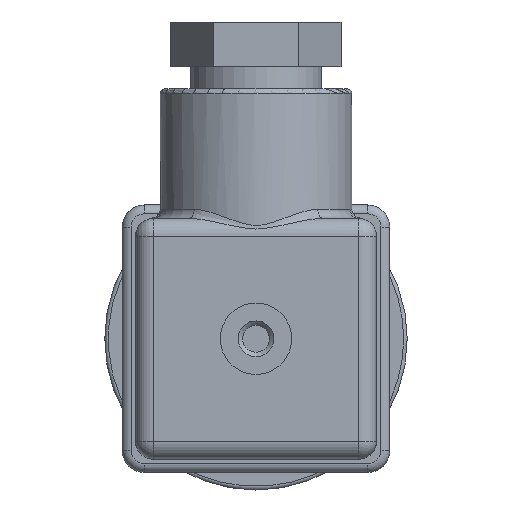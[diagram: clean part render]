
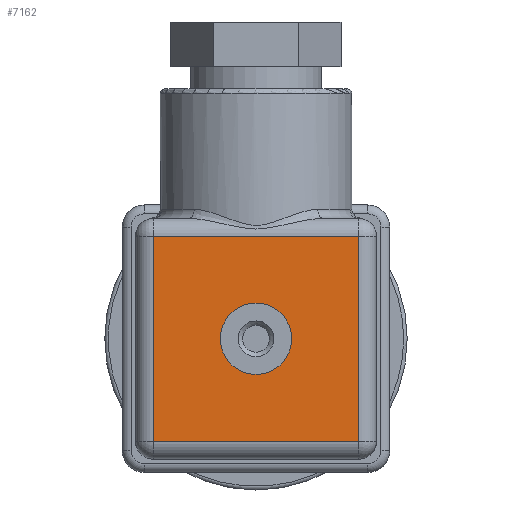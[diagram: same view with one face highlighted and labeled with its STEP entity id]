
A CAD part, front view. The second image highlights one B-rep face of the part: STEP entity #7162.
In plain terms, the highlighted planar face has unit normal (0, -1, 0).
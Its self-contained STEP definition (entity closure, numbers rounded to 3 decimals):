
#241=LINE('',#10365,#614);
#242=LINE('',#10369,#615);
#243=LINE('',#10371,#616);
#244=LINE('',#10373,#617);
#614=VECTOR('',#8687,1000.);
#615=VECTOR('',#8692,1000.);
#616=VECTOR('',#8693,1000.);
#617=VECTOR('',#8694,1000.);
#1621=ORIENTED_EDGE('',*,*,#2618,.T.);
#1622=ORIENTED_EDGE('',*,*,#2633,.T.);
#1623=ORIENTED_EDGE('',*,*,#2634,.T.);
#1624=ORIENTED_EDGE('',*,*,#2635,.T.);
#1625=ORIENTED_EDGE('',*,*,#2631,.T.);
#2618=EDGE_CURVE('',#3201,#3201,#3545,.T.);
#2631=EDGE_CURVE('',#3211,#3210,#241,.T.);
#2633=EDGE_CURVE('',#3210,#3212,#242,.T.);
#2634=EDGE_CURVE('',#3212,#3213,#243,.T.);
#2635=EDGE_CURVE('',#3213,#3211,#244,.T.);
#3201=VERTEX_POINT('',#10331);
#3210=VERTEX_POINT('',#10364);
#3211=VERTEX_POINT('',#10366);
#3212=VERTEX_POINT('',#10370);
#3213=VERTEX_POINT('',#10372);
#3545=CIRCLE('',#7607,4.);
#3947=EDGE_LOOP('',(#1621));
#3948=EDGE_LOOP('',(#1622,#1623,#1624,#1625));
#4388=FACE_BOUND('',#3947,.T.);
#4389=FACE_BOUND('',#3948,.T.);
#4655=PLANE('',#7621);
#7162=ADVANCED_FACE('',(#4388,#4389),#4655,.T.);
#7607=AXIS2_PLACEMENT_3D('',#10330,#8659,#8660);
#7621=AXIS2_PLACEMENT_3D('',#10368,#8690,#8691);
#8659=DIRECTION('',(0.,1.,0.));
#8660=DIRECTION('',(1.,0.,0.));
#8687=DIRECTION('',(-1.,0.,0.));
#8690=DIRECTION('',(0.,-1.,0.));
#8691=DIRECTION('',(1.,0.,0.));
#8692=DIRECTION('',(0.,0.,-1.));
#8693=DIRECTION('',(1.,0.,0.));
#8694=DIRECTION('',(0.,0.,1.));
#10330=CARTESIAN_POINT('',(0.,-83.2,0.));
#10331=CARTESIAN_POINT('',(4.,-83.2,0.));
#10364=CARTESIAN_POINT('',(-11.5,-83.2,11.5));
#10365=CARTESIAN_POINT('',(-13.5,-83.2,11.5));
#10366=CARTESIAN_POINT('',(11.5,-83.2,11.5));
#10368=CARTESIAN_POINT('',(0.,-83.2,0.));
#10369=CARTESIAN_POINT('',(-11.5,-83.2,-13.5));
#10370=CARTESIAN_POINT('',(-11.5,-83.2,-11.5));
#10371=CARTESIAN_POINT('',(13.5,-83.2,-11.5));
#10372=CARTESIAN_POINT('',(11.5,-83.2,-11.5));
#10373=CARTESIAN_POINT('',(11.5,-83.2,13.5));
